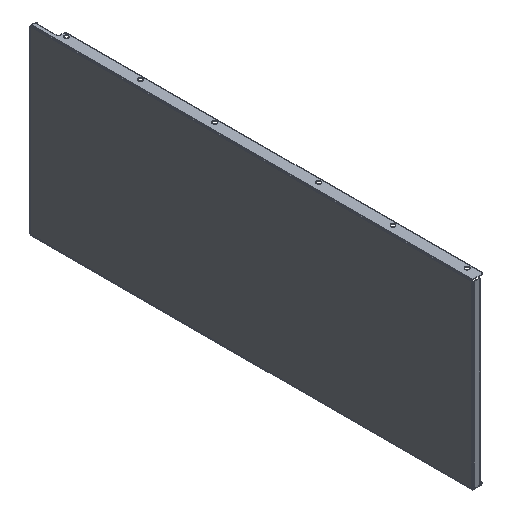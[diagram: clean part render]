
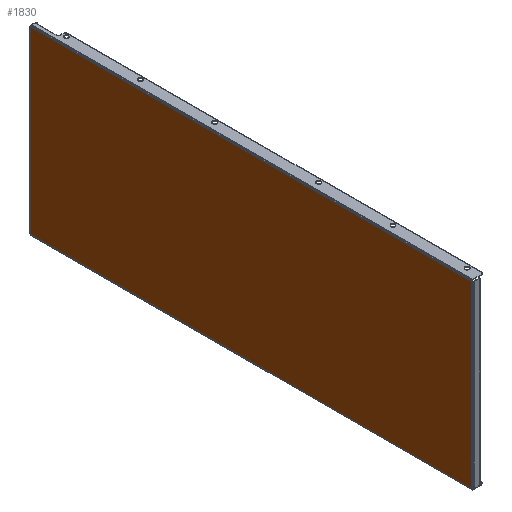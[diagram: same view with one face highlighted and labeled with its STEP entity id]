
A CAD part, isometric view. The second image highlights one B-rep face of the part: STEP entity #1830.
In plain terms, the highlighted planar face has unit normal (-1, 0, 0).
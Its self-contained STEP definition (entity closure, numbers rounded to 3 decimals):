
#144 = EDGE_LOOP ( 'NONE', ( #191, #1717, #671, #1902 ) ) ;
#159 = LINE ( 'NONE', #1644, #1398 ) ;
#191 = ORIENTED_EDGE ( 'NONE', *, *, #705, .F. ) ;
#228 = CARTESIAN_POINT ( 'NONE',  ( -1.2, -371.3, 151.3 ) ) ;
#234 = VECTOR ( 'NONE', #1671, 1000. ) ;
#332 = AXIS2_PLACEMENT_3D ( 'NONE', #1266, #1930, #2164 ) ;
#597 = EDGE_CURVE ( 'NONE', #1921, #1016, #159, .T. ) ;
#646 = FACE_OUTER_BOUND ( 'NONE', #144, .T. ) ;
#671 = ORIENTED_EDGE ( 'NONE', *, *, #597, .F. ) ;
#705 = EDGE_CURVE ( 'NONE', #1881, #1609, #1301, .T. ) ;
#730 = EDGE_CURVE ( 'NONE', #1016, #1881, #1189, .T. ) ;
#747 = VECTOR ( 'NONE', #2171, 1000. ) ;
#823 = VECTOR ( 'NONE', #1127, 1000. ) ;
#1016 = VERTEX_POINT ( 'NONE', #1239 ) ;
#1123 = CARTESIAN_POINT ( 'NONE',  ( -1.2, 371.3, 151.3 ) ) ;
#1127 = DIRECTION ( 'NONE',  ( 0., -1., 0. ) ) ;
#1189 = LINE ( 'NONE', #1327, #234 ) ;
#1239 = CARTESIAN_POINT ( 'NONE',  ( -1.2, 371.3, -151.3 ) ) ;
#1266 = CARTESIAN_POINT ( 'NONE',  ( -1.2, 0., 0. ) ) ;
#1301 = LINE ( 'NONE', #2162, #823 ) ;
#1327 = CARTESIAN_POINT ( 'NONE',  ( -1.2, 371.3, -151.3 ) ) ;
#1398 = VECTOR ( 'NONE', #1469, 1000. ) ;
#1469 = DIRECTION ( 'NONE',  ( 0., 1., 0. ) ) ;
#1479 = CARTESIAN_POINT ( 'NONE',  ( -1.2, -371.3, -151.3 ) ) ;
#1609 = VERTEX_POINT ( 'NONE', #228 ) ;
#1630 = CARTESIAN_POINT ( 'NONE',  ( -1.2, -371.3, -151.3 ) ) ;
#1644 = CARTESIAN_POINT ( 'NONE',  ( -1.2, -371.3, -151.3 ) ) ;
#1660 = LINE ( 'NONE', #1479, #747 ) ;
#1671 = DIRECTION ( 'NONE',  ( 0., 0., 1. ) ) ;
#1717 = ORIENTED_EDGE ( 'NONE', *, *, #730, .F. ) ;
#1830 = ADVANCED_FACE ( 'NONE', ( #646 ), #2130, .F. ) ;
#1881 = VERTEX_POINT ( 'NONE', #1123 ) ;
#1902 = ORIENTED_EDGE ( 'NONE', *, *, #1935, .F. ) ;
#1921 = VERTEX_POINT ( 'NONE', #1630 ) ;
#1930 = DIRECTION ( 'NONE',  ( 1., 0., 0. ) ) ;
#1935 = EDGE_CURVE ( 'NONE', #1609, #1921, #1660, .T. ) ;
#2130 = PLANE ( 'NONE',  #332 ) ;
#2162 = CARTESIAN_POINT ( 'NONE',  ( -1.2, -371.3, 151.3 ) ) ;
#2164 = DIRECTION ( 'NONE',  ( 0., 0., -1. ) ) ;
#2171 = DIRECTION ( 'NONE',  ( 0., 0., -1. ) ) ;
